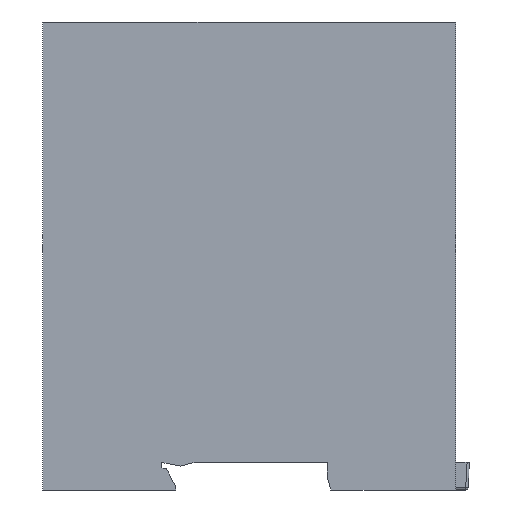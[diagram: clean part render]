
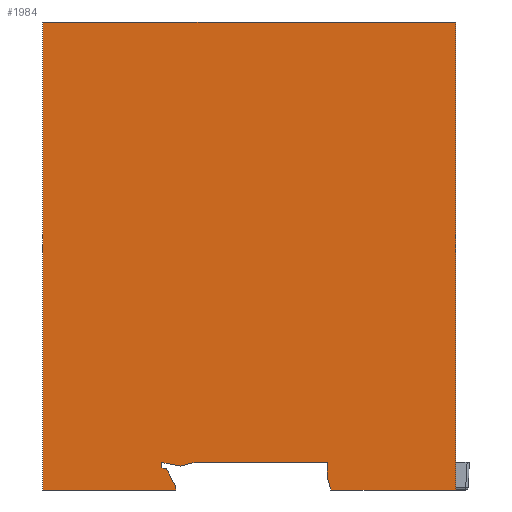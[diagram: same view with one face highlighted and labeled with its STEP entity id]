
A CAD part, left-side view. The second image highlights one B-rep face of the part: STEP entity #1984.
In plain terms, the highlighted planar face has unit normal (-1, 0, 0).
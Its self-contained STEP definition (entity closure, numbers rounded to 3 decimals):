
#64 = ORIENTED_EDGE ( 'NONE', *, *, #1930, .F. ) ;
#74 = VERTEX_POINT ( 'NONE', #848 ) ;
#82 = ORIENTED_EDGE ( 'NONE', *, *, #1193, .T. ) ;
#88 = EDGE_CURVE ( 'NONE', #1772, #871, #912, .T. ) ;
#96 = CARTESIAN_POINT ( 'NONE',  ( -11.4, 15., -45.8 ) ) ;
#116 = ORIENTED_EDGE ( 'NONE', *, *, #366, .T. ) ;
#122 = DIRECTION ( 'NONE',  ( 0., 0., 1. ) ) ;
#128 = CARTESIAN_POINT ( 'NONE',  ( -11.4, -45., -51. ) ) ;
#134 = CARTESIAN_POINT ( 'NONE',  ( -11.4, 45., 51. ) ) ;
#148 = VECTOR ( 'NONE', #686, 1000. ) ;
#157 = EDGE_CURVE ( 'NONE', #1376, #1238, #1315, .T. ) ;
#165 = CARTESIAN_POINT ( 'NONE',  ( -11.4, -45., -51. ) ) ;
#194 = DIRECTION ( 'NONE',  ( 0., -0.258, -0.966 ) ) ;
#254 = CARTESIAN_POINT ( 'NONE',  ( -11.4, 16., -50.2 ) ) ;
#309 = DIRECTION ( 'NONE',  ( 0., 0., -1. ) ) ;
#311 = CARTESIAN_POINT ( 'NONE',  ( -11.4, 19., -45. ) ) ;
#319 = ORIENTED_EDGE ( 'NONE', *, *, #1870, .F. ) ;
#334 = DIRECTION ( 'NONE',  ( -1., 0., 0. ) ) ;
#351 = CARTESIAN_POINT ( 'NONE',  ( -11.4, -45., -51. ) ) ;
#366 = EDGE_CURVE ( 'NONE', #74, #1376, #727, .T. ) ;
#368 = VERTEX_POINT ( 'NONE', #1085 ) ;
#376 = VERTEX_POINT ( 'NONE', #134 ) ;
#386 = CARTESIAN_POINT ( 'NONE',  ( -11.4, 19., -45. ) ) ;
#392 = LINE ( 'NONE', #1945, #1915 ) ;
#399 = EDGE_CURVE ( 'NONE', #840, #1248, #1320, .T. ) ;
#406 = DIRECTION ( 'NONE',  ( 0., 0.469, 0.883 ) ) ;
#442 = EDGE_CURVE ( 'NONE', #840, #1424, #980, .T. ) ;
#447 = CARTESIAN_POINT ( 'NONE',  ( -11.4, 16., -50.2 ) ) ;
#457 = DIRECTION ( 'NONE',  ( 0., -1., 0. ) ) ;
#461 = CARTESIAN_POINT ( 'NONE',  ( -11.4, 0., 0. ) ) ;
#495 = LINE ( 'NONE', #1426, #1584 ) ;
#544 = CARTESIAN_POINT ( 'NONE',  ( -11.4, 19., -46.2 ) ) ;
#584 = VECTOR ( 'NONE', #1723, 1000. ) ;
#641 = ORIENTED_EDGE ( 'NONE', *, *, #157, .T. ) ;
#650 = VERTEX_POINT ( 'NONE', #1403 ) ;
#657 = VECTOR ( 'NONE', #309, 1000. ) ;
#686 = DIRECTION ( 'NONE',  ( 0., -1., 0. ) ) ;
#727 = LINE ( 'NONE', #931, #1630 ) ;
#757 = EDGE_CURVE ( 'NONE', #1165, #1741, #1705, .T. ) ;
#840 = VERTEX_POINT ( 'NONE', #1598 ) ;
#848 = CARTESIAN_POINT ( 'NONE',  ( -11.4, 12., -45. ) ) ;
#871 = VERTEX_POINT ( 'NONE', #544 ) ;
#892 = ORIENTED_EDGE ( 'NONE', *, *, #88, .T. ) ;
#912 = LINE ( 'NONE', #1909, #1163 ) ;
#930 = DIRECTION ( 'NONE',  ( 0., 1., 0. ) ) ;
#931 = CARTESIAN_POINT ( 'NONE',  ( -11.4, -17., -45. ) ) ;
#941 = AXIS2_PLACEMENT_3D ( 'NONE', #461, #334, #1402 ) ;
#980 = LINE ( 'NONE', #447, #1685 ) ;
#1011 = LINE ( 'NONE', #386, #1775 ) ;
#1023 = FACE_OUTER_BOUND ( 'NONE', #1228, .T. ) ;
#1039 = DIRECTION ( 'NONE',  ( 0., -0.966, 0.258 ) ) ;
#1056 = EDGE_CURVE ( 'NONE', #1238, #368, #495, .T. ) ;
#1065 = VECTOR ( 'NONE', #1368, 1000. ) ;
#1066 = VERTEX_POINT ( 'NONE', #351 ) ;
#1085 = CARTESIAN_POINT ( 'NONE',  ( -11.4, -17.8, -51. ) ) ;
#1100 = CARTESIAN_POINT ( 'NONE',  ( -11.4, -17., -48. ) ) ;
#1107 = CARTESIAN_POINT ( 'NONE',  ( -11.4, 15., -45.8 ) ) ;
#1142 = ORIENTED_EDGE ( 'NONE', *, *, #399, .F. ) ;
#1163 = VECTOR ( 'NONE', #1323, 1000. ) ;
#1165 = VERTEX_POINT ( 'NONE', #311 ) ;
#1193 = EDGE_CURVE ( 'NONE', #1741, #74, #1565, .T. ) ;
#1228 = EDGE_LOOP ( 'NONE', ( #82, #116, #641, #1322, #64, #319, #1686, #1766, #1142, #1650, #1834, #892, #1289, #1421 ) ) ;
#1238 = VERTEX_POINT ( 'NONE', #1100 ) ;
#1239 = CARTESIAN_POINT ( 'NONE',  ( -11.4, 45., -51. ) ) ;
#1248 = VERTEX_POINT ( 'NONE', #1239 ) ;
#1282 = CARTESIAN_POINT ( 'NONE',  ( -11.4, -17., -45. ) ) ;
#1289 = ORIENTED_EDGE ( 'NONE', *, *, #1431, .T. ) ;
#1304 = LINE ( 'NONE', #1975, #657 ) ;
#1315 = LINE ( 'NONE', #1489, #1742 ) ;
#1320 = LINE ( 'NONE', #165, #1908 ) ;
#1322 = ORIENTED_EDGE ( 'NONE', *, *, #1056, .T. ) ;
#1323 = DIRECTION ( 'NONE',  ( 0., 0.981, 0.196 ) ) ;
#1339 = DIRECTION ( 'NONE',  ( 0., 0., -1. ) ) ;
#1368 = DIRECTION ( 'NONE',  ( 0., 0., 1. ) ) ;
#1376 = VERTEX_POINT ( 'NONE', #1282 ) ;
#1402 = DIRECTION ( 'NONE',  ( 0., 0., 1. ) ) ;
#1403 = CARTESIAN_POINT ( 'NONE',  ( -11.4, -45., 51. ) ) ;
#1421 = ORIENTED_EDGE ( 'NONE', *, *, #757, .T. ) ;
#1424 = VERTEX_POINT ( 'NONE', #254 ) ;
#1425 = LINE ( 'NONE', #1761, #148 ) ;
#1426 = CARTESIAN_POINT ( 'NONE',  ( -11.4, -17.8, -51. ) ) ;
#1431 = EDGE_CURVE ( 'NONE', #871, #1165, #1011, .T. ) ;
#1463 = LINE ( 'NONE', #1676, #1065 ) ;
#1489 = CARTESIAN_POINT ( 'NONE',  ( -11.4, -17., -51. ) ) ;
#1514 = DIRECTION ( 'NONE',  ( 0., 1., 0. ) ) ;
#1565 = LINE ( 'NONE', #1824, #1665 ) ;
#1584 = VECTOR ( 'NONE', #194, 1000. ) ;
#1598 = CARTESIAN_POINT ( 'NONE',  ( -11.4, 16., -51. ) ) ;
#1604 = EDGE_CURVE ( 'NONE', #376, #650, #1425, .T. ) ;
#1613 = DIRECTION ( 'NONE',  ( 0., 0., 1. ) ) ;
#1630 = VECTOR ( 'NONE', #457, 1000. ) ;
#1650 = ORIENTED_EDGE ( 'NONE', *, *, #442, .T. ) ;
#1665 = VECTOR ( 'NONE', #1039, 1000. ) ;
#1674 = VECTOR ( 'NONE', #930, 1000. ) ;
#1676 = CARTESIAN_POINT ( 'NONE',  ( -11.4, 45., 51. ) ) ;
#1685 = VECTOR ( 'NONE', #122, 1000. ) ;
#1686 = ORIENTED_EDGE ( 'NONE', *, *, #1604, .F. ) ;
#1705 = LINE ( 'NONE', #1107, #584 ) ;
#1721 = LINE ( 'NONE', #128, #1674 ) ;
#1723 = DIRECTION ( 'NONE',  ( 0., -0.981, -0.196 ) ) ;
#1735 = EDGE_CURVE ( 'NONE', #1424, #1772, #392, .T. ) ;
#1741 = VERTEX_POINT ( 'NONE', #96 ) ;
#1742 = VECTOR ( 'NONE', #1339, 1000. ) ;
#1761 = CARTESIAN_POINT ( 'NONE',  ( -11.4, -45., 51. ) ) ;
#1766 = ORIENTED_EDGE ( 'NONE', *, *, #1869, .F. ) ;
#1772 = VERTEX_POINT ( 'NONE', #1792 ) ;
#1775 = VECTOR ( 'NONE', #1613, 1000. ) ;
#1792 = CARTESIAN_POINT ( 'NONE',  ( -11.4, 18.019, -46.396 ) ) ;
#1824 = CARTESIAN_POINT ( 'NONE',  ( -11.4, 12., -45. ) ) ;
#1834 = ORIENTED_EDGE ( 'NONE', *, *, #1735, .T. ) ;
#1848 = PLANE ( 'NONE',  #941 ) ;
#1869 = EDGE_CURVE ( 'NONE', #1248, #376, #1463, .T. ) ;
#1870 = EDGE_CURVE ( 'NONE', #650, #1066, #1304, .T. ) ;
#1908 = VECTOR ( 'NONE', #1514, 1000. ) ;
#1909 = CARTESIAN_POINT ( 'NONE',  ( -11.4, 19., -46.2 ) ) ;
#1915 = VECTOR ( 'NONE', #406, 1000. ) ;
#1930 = EDGE_CURVE ( 'NONE', #1066, #368, #1721, .T. ) ;
#1945 = CARTESIAN_POINT ( 'NONE',  ( -11.4, 18.019, -46.396 ) ) ;
#1975 = CARTESIAN_POINT ( 'NONE',  ( -11.4, -45., 51. ) ) ;
#1984 = ADVANCED_FACE ( 'NONE', ( #1023 ), #1848, .T. ) ;
